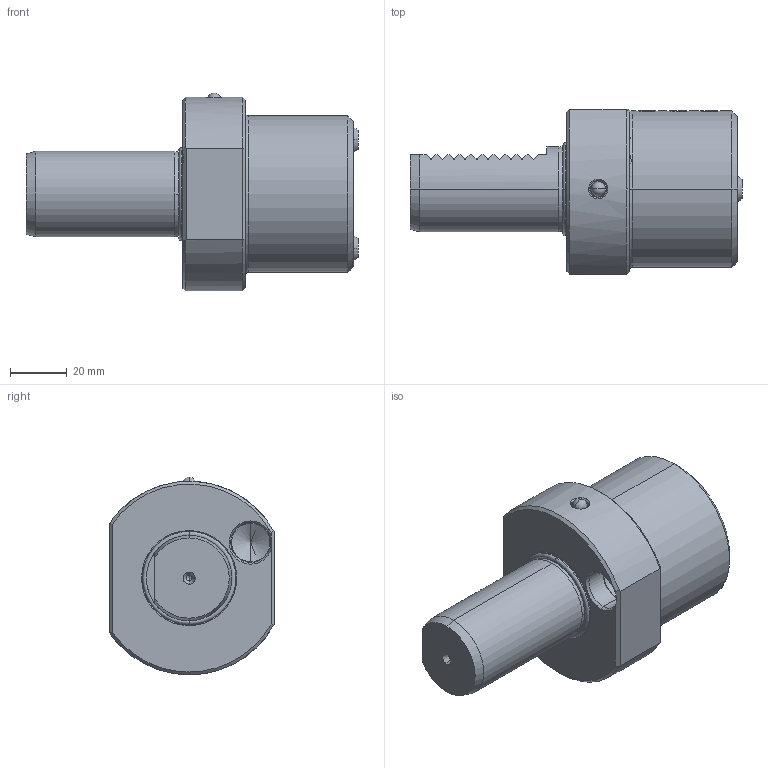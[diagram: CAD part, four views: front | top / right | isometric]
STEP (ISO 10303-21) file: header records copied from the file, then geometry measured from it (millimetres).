
FILE_DESCRIPTION (( 'STEP AP203' ), '1' );
FILE_NAME ('309.52.20.STEP', '2016-11-26T06:47:44', ( '' ), ( '' ), 'SwSTEP 2.0', 'SolidWorks 2012', '' );
FILE_SCHEMA (( 'CONFIG_CONTROL_DESIGN' ));
Length unit declared in the file: millimetre
Products named in the file (8): O型環; 管螺文螺絲; 309.52.20; 6止水鉚珠; 2-44100006N4出水銅嘴; M8xP1.25x16L; 皿頭_M4xP0.7x8L; VDI30        E2_20
Assembly tree (11 placements, depth 2):
  309.52.20
    VDI30        E2_20
    M8xP1.25x16L  x3
    皿頭_M4xP0.7x8L  x2
    2-44100006N4出水銅嘴  x2
    6止水鉚珠
    O型環
    管螺文螺絲
Bounding box: 116.6 x 58 x 69.46 mm (x, y, z)
Volume: 176477.7 mm3; surface area: 36896.1 mm2
Topology: 12 solids, 12 shells, 701 faces, 1897 edges, 1206 vertices
Faces by surface type: cylinder 334, cone 192, plane 113, bspline 42, torus 14, sphere 6
Entity records: 48749 total; most frequent: CARTESIAN_POINT 35630, ORIENTED_EDGE 2958, DIRECTION 2130, EDGE_CURVE 1479, VERTEX_POINT 939, AXIS2_PLACEMENT_3D 801, EDGE_LOOP 582, FACE_OUTER_BOUND 559
